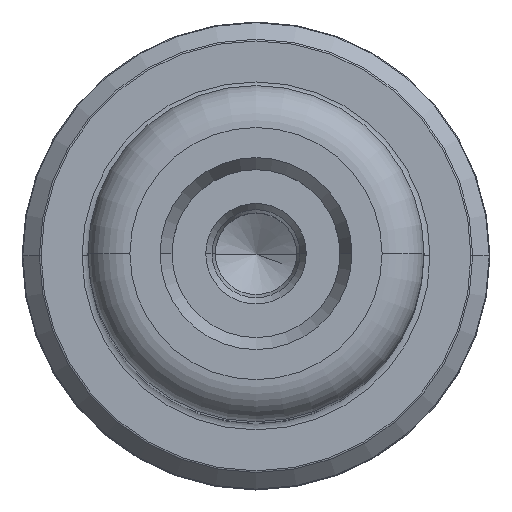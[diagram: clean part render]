
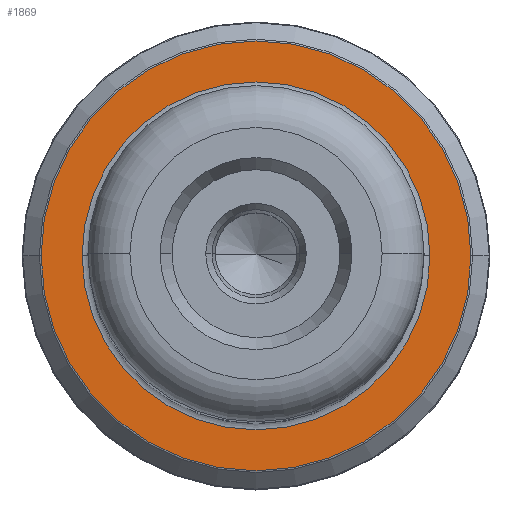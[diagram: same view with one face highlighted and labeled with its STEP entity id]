
A CAD part, top view. The second image highlights one B-rep face of the part: STEP entity #1869.
In plain terms, the highlighted planar face has unit normal (0, 0, 1).
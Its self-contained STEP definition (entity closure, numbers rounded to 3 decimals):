
#53 = ORIENTED_EDGE ( 'NONE', *, *, #1034, .T. ) ;
#206 = DIRECTION ( 'NONE',  ( 0., 0., -1. ) ) ;
#270 = AXIS2_PLACEMENT_3D ( 'NONE', #896, #2459, #1845 ) ;
#336 = CARTESIAN_POINT ( 'NONE',  ( 0., 0., 30. ) ) ;
#480 = ORIENTED_EDGE ( 'NONE', *, *, #745, .T. ) ;
#601 = AXIS2_PLACEMENT_3D ( 'NONE', #1222, #918, #2136 ) ;
#616 = PLANE ( 'NONE',  #270 ) ;
#661 = VERTEX_POINT ( 'NONE', #3768 ) ;
#697 = DIRECTION ( 'NONE',  ( 1., 0., 0. ) ) ;
#745 = EDGE_CURVE ( 'NONE', #3137, #1629, #2648, .T. ) ;
#821 = CARTESIAN_POINT ( 'NONE',  ( 0., 0., 30. ) ) ;
#896 = CARTESIAN_POINT ( 'NONE',  ( 0., 0., 30. ) ) ;
#918 = DIRECTION ( 'NONE',  ( 0., 0., -1. ) ) ;
#924 = AXIS2_PLACEMENT_3D ( 'NONE', #821, #206, #2276 ) ;
#1008 = AXIS2_PLACEMENT_3D ( 'NONE', #336, #3451, #697 ) ;
#1034 = EDGE_CURVE ( 'NONE', #661, #2512, #2222, .T. ) ;
#1222 = CARTESIAN_POINT ( 'NONE',  ( 0., 0., 30. ) ) ;
#1507 = CIRCLE ( 'NONE', #601, 14.5 ) ;
#1629 = VERTEX_POINT ( 'NONE', #2096 ) ;
#1756 = CARTESIAN_POINT ( 'NONE',  ( 0., 0., 30. ) ) ;
#1797 = DIRECTION ( 'NONE',  ( 0., 0., 1. ) ) ;
#1832 = EDGE_CURVE ( 'NONE', #1629, #3137, #1507, .T. ) ;
#1843 = CARTESIAN_POINT ( 'NONE',  ( 14.5, 0., 30. ) ) ;
#1845 = DIRECTION ( 'NONE',  ( 1., 0., 0. ) ) ;
#1869 = ADVANCED_FACE ( 'NONE', ( #2764, #2480 ), #616, .T. ) ;
#1931 = CIRCLE ( 'NONE', #3273, 17.917 ) ;
#2096 = CARTESIAN_POINT ( 'NONE',  ( -14.5, 0., 30. ) ) ;
#2136 = DIRECTION ( 'NONE',  ( -1., 0., 0. ) ) ;
#2222 = CIRCLE ( 'NONE', #1008, 17.917 ) ;
#2276 = DIRECTION ( 'NONE',  ( -1., 0., 0. ) ) ;
#2407 = CARTESIAN_POINT ( 'NONE',  ( -17.917, 0., 30. ) ) ;
#2454 = EDGE_LOOP ( 'NONE', ( #3770, #480 ) ) ;
#2459 = DIRECTION ( 'NONE',  ( 0., 0., 1. ) ) ;
#2465 = EDGE_CURVE ( 'NONE', #2512, #661, #1931, .T. ) ;
#2467 = ORIENTED_EDGE ( 'NONE', *, *, #2465, .T. ) ;
#2480 = FACE_OUTER_BOUND ( 'NONE', #3440, .T. ) ;
#2512 = VERTEX_POINT ( 'NONE', #2407 ) ;
#2648 = CIRCLE ( 'NONE', #924, 14.5 ) ;
#2764 = FACE_BOUND ( 'NONE', #2454, .T. ) ;
#3137 = VERTEX_POINT ( 'NONE', #1843 ) ;
#3273 = AXIS2_PLACEMENT_3D ( 'NONE', #1756, #1797, #3911 ) ;
#3440 = EDGE_LOOP ( 'NONE', ( #53, #2467 ) ) ;
#3451 = DIRECTION ( 'NONE',  ( 0., 0., 1. ) ) ;
#3768 = CARTESIAN_POINT ( 'NONE',  ( 17.917, 0., 30. ) ) ;
#3770 = ORIENTED_EDGE ( 'NONE', *, *, #1832, .T. ) ;
#3911 = DIRECTION ( 'NONE',  ( 1., 0., 0. ) ) ;
